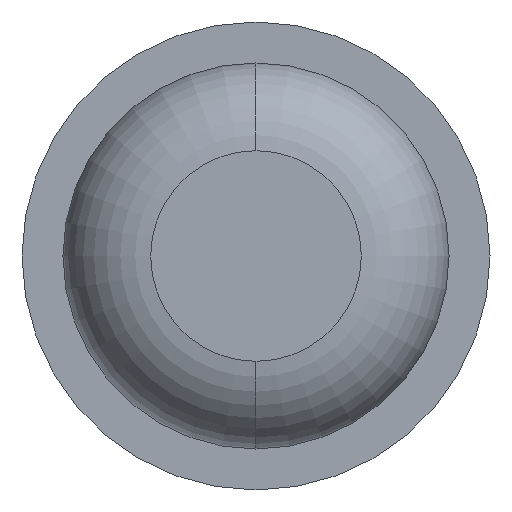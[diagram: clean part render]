
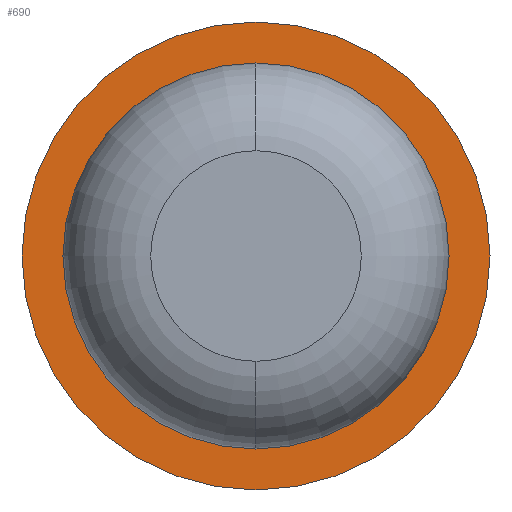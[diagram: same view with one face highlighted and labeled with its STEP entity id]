
A CAD part, front view. The second image highlights one B-rep face of the part: STEP entity #690.
In plain terms, the highlighted planar face has unit normal (0, -1, 0).
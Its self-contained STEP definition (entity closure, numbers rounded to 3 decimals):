
#362 = FACE_OUTER_BOUND ( 'NONE', #3765, .T. ) ;
#467 = CIRCLE ( 'NONE', #724, 0.825 ) ;
#492 = DIRECTION ( 'NONE',  ( -1., 0., 0. ) ) ;
#574 = CIRCLE ( 'NONE', #3051, 1. ) ;
#684 = EDGE_LOOP ( 'NONE', ( #1002, #982 ) ) ;
#690 = ADVANCED_FACE ( 'Defeature ausgef�hrt1_7', ( #362, #3367 ), #3036, .F. ) ;
#724 = AXIS2_PLACEMENT_3D ( 'NONE', #2594, #3699, #492 ) ;
#736 = ORIENTED_EDGE ( 'NONE', *, *, #1368, .F. ) ;
#982 = ORIENTED_EDGE ( 'NONE', *, *, #1572, .T. ) ;
#1002 = ORIENTED_EDGE ( 'NONE', *, *, #1463, .T. ) ;
#1030 = ORIENTED_EDGE ( 'NONE', *, *, #1231, .F. ) ;
#1038 = CARTESIAN_POINT ( 'NONE',  ( 0., -10., 0. ) ) ;
#1151 = DIRECTION ( 'NONE',  ( 0., 1., 0. ) ) ;
#1231 = EDGE_CURVE ( 'Defeature ausgef�hrt1_6+Defeature ausgef�hrt1_7+Defeature ausgef�hrt1_7+Defeature ausgef�hrt1_7', #2835, #4233, #574, .T. ) ;
#1368 = EDGE_CURVE ( 'Defeature ausgef�hrt1_6+Defeature ausgef�hrt1_7+Defeature ausgef�hrt1_7+Defeature ausgef�hrt1_7', #4233, #2835, #2756, .T. ) ;
#1385 = CARTESIAN_POINT ( 'NONE',  ( 1., -10., 0. ) ) ;
#1421 = AXIS2_PLACEMENT_3D ( 'NONE', #1038, #3869, #3551 ) ;
#1463 = EDGE_CURVE ( 'Defeature ausgef�hrt1_7+Defeature ausgef�hrt1_1+Defeature ausgef�hrt1_1+Defeature ausgef�hrt1_1', #1844, #3011, #4455, .T. ) ;
#1572 = EDGE_CURVE ( 'Defeature ausgef�hrt1_7+Defeature ausgef�hrt1_1+Defeature ausgef�hrt1_1+Defeature ausgef�hrt1_1', #3011, #1844, #467, .T. ) ;
#1844 = VERTEX_POINT ( 'NONE', #4203 ) ;
#1990 = DIRECTION ( 'NONE',  ( -1., 0., 0. ) ) ;
#2202 = DIRECTION ( 'NONE',  ( -1., 0., 0. ) ) ;
#2213 = CARTESIAN_POINT ( 'NONE',  ( 0., -10., 0. ) ) ;
#2325 = DIRECTION ( 'NONE',  ( -1., 0., 0. ) ) ;
#2348 = CARTESIAN_POINT ( 'NONE',  ( 0., -10., 0. ) ) ;
#2358 = CARTESIAN_POINT ( 'NONE',  ( 0.825, -10., 0. ) ) ;
#2594 = CARTESIAN_POINT ( 'NONE',  ( 0., -10., 0. ) ) ;
#2756 = CIRCLE ( 'NONE', #1421, 1. ) ;
#2835 = VERTEX_POINT ( 'NONE', #1385 ) ;
#2945 = CARTESIAN_POINT ( 'NONE',  ( 0., -10., -0.825 ) ) ;
#3011 = VERTEX_POINT ( 'NONE', #2945 ) ;
#3036 = PLANE ( 'NONE',  #4113 ) ;
#3051 = AXIS2_PLACEMENT_3D ( 'NONE', #2348, #4489, #1990 ) ;
#3367 = FACE_BOUND ( 'NONE', #684, .T. ) ;
#3430 = CARTESIAN_POINT ( 'NONE',  ( -1., -10., 0. ) ) ;
#3551 = DIRECTION ( 'NONE',  ( -1., 0., 0. ) ) ;
#3699 = DIRECTION ( 'NONE',  ( 0., 1., 0. ) ) ;
#3765 = EDGE_LOOP ( 'NONE', ( #736, #1030 ) ) ;
#3783 = DIRECTION ( 'NONE',  ( 0., 1., 0. ) ) ;
#3869 = DIRECTION ( 'NONE',  ( 0., 1., 0. ) ) ;
#4113 = AXIS2_PLACEMENT_3D ( 'NONE', #2358, #3783, #2325 ) ;
#4203 = CARTESIAN_POINT ( 'NONE',  ( 0., -10., 0.825 ) ) ;
#4233 = VERTEX_POINT ( 'NONE', #3430 ) ;
#4404 = AXIS2_PLACEMENT_3D ( 'NONE', #2213, #1151, #2202 ) ;
#4455 = CIRCLE ( 'NONE', #4404, 0.825 ) ;
#4489 = DIRECTION ( 'NONE',  ( 0., 1., 0. ) ) ;
